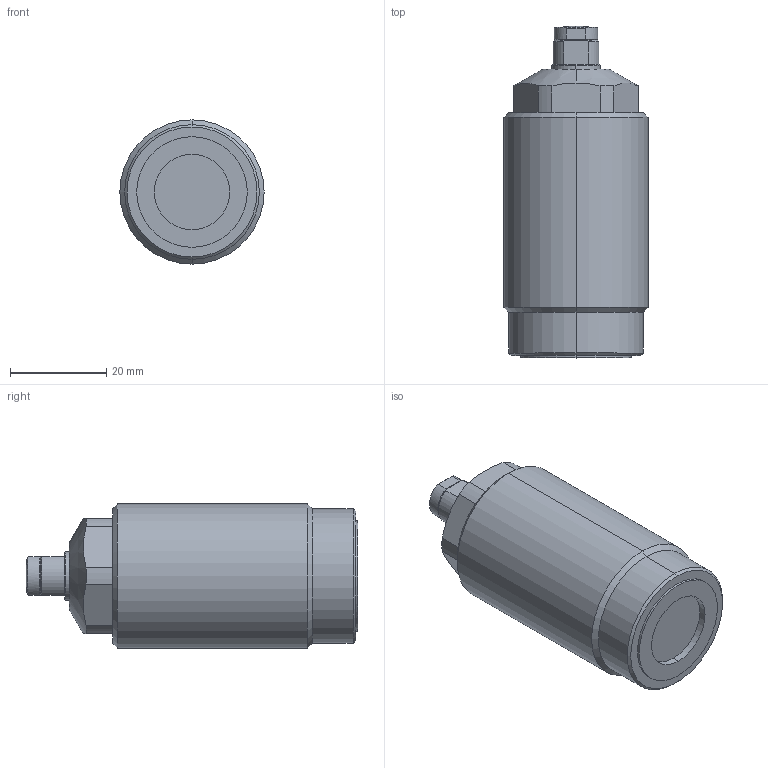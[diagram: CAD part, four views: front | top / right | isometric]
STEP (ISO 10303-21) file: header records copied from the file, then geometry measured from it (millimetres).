
FILE_DESCRIPTION (( 'STEP AP203' ), '1' );
FILE_NAME ('HSW-30BL-S.STEP', '2022-11-21T08:41:10', ( '微软用户' ), ( '微软中国' ), 'SwSTEP 2.0', 'SolidWorks 2012', '' );
FILE_SCHEMA (( 'CONFIG_CONTROL_DESIGN' ));
Length unit declared in the file: millimetre
Products named in the file (4): HSW-30BL-S; HSW-30BL-埴芛蹟邡; HSW-30BL-S活塞杆; HSW-30BL-S掛极
Assembly tree (3 placements, depth 2):
  HSW-30BL-S
    HSW-30BL-S掛极
    HSW-30BL-S活塞杆
    HSW-30BL-埴芛蹟邡
Bounding box: 30 x 69 x 30 mm (x, y, z)
Volume: 39093.3 mm3; surface area: 8378.1 mm2
Topology: 3 solids, 3 shells, 80 faces, 176 edges, 111 vertices
Faces by surface type: cylinder 30, plane 26, cone 20, sphere 2, torus 2
Entity records: 2678 total; most frequent: CARTESIAN_POINT 461, DIRECTION 416, ORIENTED_EDGE 352, EDGE_CURVE 176, AXIS2_PLACEMENT_3D 174, VERTEX_POINT 111, EDGE_LOOP 89, CIRCLE 88
